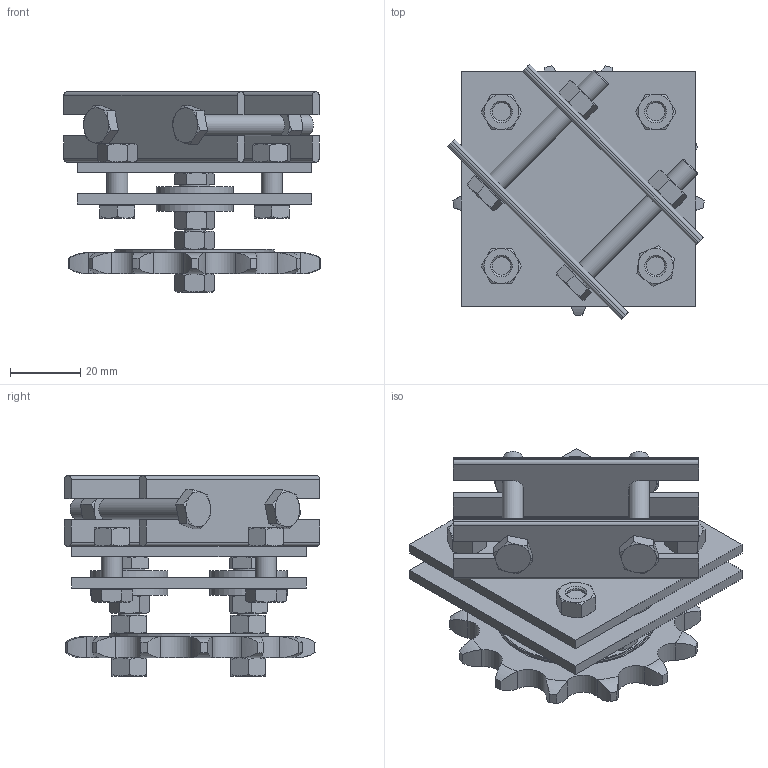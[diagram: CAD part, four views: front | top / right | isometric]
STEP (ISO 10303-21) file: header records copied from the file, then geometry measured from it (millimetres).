
FILE_DESCRIPTION(/* description */ ('CAx-IF Rec.Pracs.---Representation and Presentation of Product Manufacturing Information (PMI)---4.0---2014-10-13','CAx-IF Rec.Pracs.---3D Tessellated Geometry---0.4---2014-09-14','2;1'),/* implementation_level */ '2;1');
FILE_NAME(/* name */ 'A_Sprocket_Module_S',/* time_stamp */ '2024-04-10T10:23:45+02:00',/* author */ ('Philippe COLBACH'),/* organization */ ('ETH Zurich'),/* preprocessor_version */ 'ST-DEVELOPER v18.1',/* originating_system */ 'SIEMENS PLM Software NX 1988',/* authorisation */ $);
FILE_SCHEMA (('AP242_MANAGED_MODEL_BASED_3D_ENGINEERING_MIM_LF { 1 0 10303 442 3 1 4 }'));
Length unit declared in the file: millimetre
Products named in the file (26): A_Sprocket_Module_S; Hex Nut, 1A, DIN,M6x1; Plain Washer, DIN 440,M6; Hex Head Screw, Grades A, B, DIN,M6x45; Hex Head Screw, Grades A, B, DIN,M6x30; Hex Head Screw, Grades A, B, DIN,M6x16; M_Sprocket_Plate_Fixation; M_Sprocket_S_Plate_S_Front; M_Sprocket_S_Plate_S_Back; M_Sprocket_S
Assembly tree (29 placements, depth 2):
  A_Sprocket_Module_S
    Hex Nut, 1A, DIN,M6x1
    Hex Nut, 1A, DIN,M6x1
    Hex Nut, 1A, DIN,M6x1
    Hex Nut, 1A, DIN,M6x1
    Hex Nut, 1A, DIN,M6x1
    Hex Nut, 1A, DIN,M6x1
    Hex Nut, 1A, DIN,M6x1
    Hex Nut, 1A, DIN,M6x1
    Hex Nut, 1A, DIN,M6x1
    Hex Nut, 1A, DIN,M6x1
    Hex Nut, 1A, DIN,M6x1
    Hex Nut, 1A, DIN,M6x1
    Plain Washer, DIN 440,M6  x4
    Hex Head Screw, Grades A, B, DIN,M6x45
    Hex Head Screw, Grades A, B, DIN,M6x45
    Hex Head Screw, Grades A, B, DIN,M6x30
    Hex Head Screw, Grades A, B, DIN,M6x30
    Hex Head Screw, Grades A, B, DIN,M6x16
    Hex Head Screw, Grades A, B, DIN,M6x16
    Hex Head Screw, Grades A, B, DIN,M6x16
    Hex Head Screw, Grades A, B, DIN,M6x16
    M_Sprocket_Plate_Fixation  x2
    M_Sprocket_S_Plate_S_Front
    M_Sprocket_S_Plate_S_Back
    M_Sprocket_S
Bounding box: 73.14 x 72.83 x 57.1 mm (x, y, z)
Volume: 65193.2 mm3; surface area: 47796.6 mm2
Topology: 29 solids, 29 shells, 624 faces, 1413 edges, 864 vertices
Faces by surface type: plane 235, cone 228, cylinder 125, torus 36
Full cylindrical faces by diameter (mm): 5 x2, 5.188 x12, 6 x18, 6.6 x4, 8.88 x8, 22 x4, 45.5 x1
Entity records: 20925 total; most frequent: CARTESIAN_POINT 4715, DIRECTION 3472, ORIENTED_EDGE 2508, AXIS2_PLACEMENT_3D 1572, EDGE_CURVE 1254, VERTEX_POINT 816, EDGE_LOOP 752, FACE_BOUND 752
